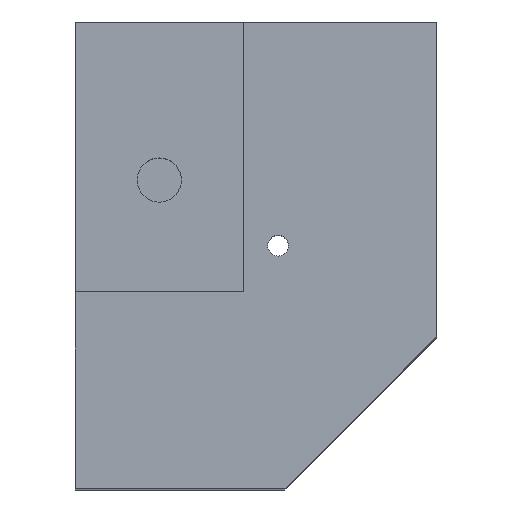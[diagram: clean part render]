
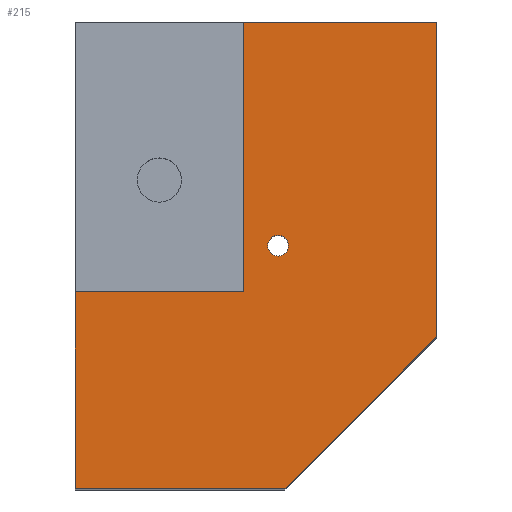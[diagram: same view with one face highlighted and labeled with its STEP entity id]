
A CAD part, top view. The second image highlights one B-rep face of the part: STEP entity #215.
In plain terms, the highlighted planar face has unit normal (0, 0, 1).
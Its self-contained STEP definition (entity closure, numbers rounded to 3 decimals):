
#24 = VERTEX_POINT('',#25);
#25 = CARTESIAN_POINT('',(-11.,0.,47.945));
#40 = VERTEX_POINT('',#41);
#41 = CARTESIAN_POINT('',(0.,11.,47.945));
#47 = EDGE_CURVE('',#24,#40,#48,.T.);
#48 = LINE('',#49,#50);
#49 = CARTESIAN_POINT('',(-11.,0.,47.945));
#50 = VECTOR('',#51,1.);
#51 = DIRECTION('',(0.707,0.707,0.));
#62 = EDGE_CURVE('',#24,#63,#65,.T.);
#63 = VERTEX_POINT('',#64);
#64 = CARTESIAN_POINT('',(-26.2,0.,47.945));
#65 = LINE('',#66,#67);
#66 = CARTESIAN_POINT('',(-23.84,0.,47.945));
#67 = VECTOR('',#68,1.);
#68 = DIRECTION('',(-1.,-0.,-0.));
#176 = VERTEX_POINT('',#177);
#177 = CARTESIAN_POINT('',(0.,33.8,47.945));
#183 = EDGE_CURVE('',#40,#176,#184,.T.);
#184 = LINE('',#185,#186);
#185 = CARTESIAN_POINT('',(0.,11.,47.945));
#186 = VECTOR('',#187,1.);
#187 = DIRECTION('',(0.,1.,0.));
#215 = ADVANCED_FACE('',(#216,#251),#262,.T.);
#216 = FACE_BOUND('',#217,.T.);
#217 = EDGE_LOOP('',(#218,#219,#220,#228,#236,#244,#250));
#218 = ORIENTED_EDGE('',*,*,#47,.T.);
#219 = ORIENTED_EDGE('',*,*,#183,.T.);
#220 = ORIENTED_EDGE('',*,*,#221,.T.);
#221 = EDGE_CURVE('',#176,#222,#224,.T.);
#222 = VERTEX_POINT('',#223);
#223 = CARTESIAN_POINT('',(-14.01,33.8,47.945));
#224 = LINE('',#225,#226);
#225 = CARTESIAN_POINT('',(-13.79,33.8,47.945));
#226 = VECTOR('',#227,1.);
#227 = DIRECTION('',(-1.,0.,0.));
#228 = ORIENTED_EDGE('',*,*,#229,.T.);
#229 = EDGE_CURVE('',#222,#230,#232,.T.);
#230 = VERTEX_POINT('',#231);
#231 = CARTESIAN_POINT('',(-14.01,14.265,47.945));
#232 = LINE('',#233,#234);
#233 = CARTESIAN_POINT('',(-14.01,25.942,47.945));
#234 = VECTOR('',#235,1.);
#235 = DIRECTION('',(0.,-1.,0.));
#236 = ORIENTED_EDGE('',*,*,#237,.T.);
#237 = EDGE_CURVE('',#230,#238,#240,.T.);
#238 = VERTEX_POINT('',#239);
#239 = CARTESIAN_POINT('',(-26.2,14.265,47.945));
#240 = LINE('',#241,#242);
#241 = CARTESIAN_POINT('',(-13.873,14.265,47.945));
#242 = VECTOR('',#243,1.);
#243 = DIRECTION('',(-1.,0.,0.));
#244 = ORIENTED_EDGE('',*,*,#245,.T.);
#245 = EDGE_CURVE('',#238,#63,#246,.T.);
#246 = LINE('',#247,#248);
#247 = CARTESIAN_POINT('',(-26.2,33.8,47.945));
#248 = VECTOR('',#249,1.);
#249 = DIRECTION('',(0.,-1.,0.));
#250 = ORIENTED_EDGE('',*,*,#62,.F.);
#251 = FACE_BOUND('',#252,.T.);
#252 = EDGE_LOOP('',(#253));
#253 = ORIENTED_EDGE('',*,*,#254,.T.);
#254 = EDGE_CURVE('',#255,#255,#257,.T.);
#255 = VERTEX_POINT('',#256);
#256 = CARTESIAN_POINT('',(-10.75,17.6,47.945));
#257 = CIRCLE('',#258,0.75);
#258 = AXIS2_PLACEMENT_3D('',#259,#260,#261);
#259 = CARTESIAN_POINT('',(-11.5,17.6,47.945));
#260 = DIRECTION('',(0.,0.,-1.));
#261 = DIRECTION('',(1.,0.,0.));
#262 = PLANE('',#263);
#263 = AXIS2_PLACEMENT_3D('',#264,#265,#266);
#264 = CARTESIAN_POINT('',(-11.967,15.983,47.945));
#265 = DIRECTION('',(0.,0.,1.));
#266 = DIRECTION('',(1.,0.,0.));
